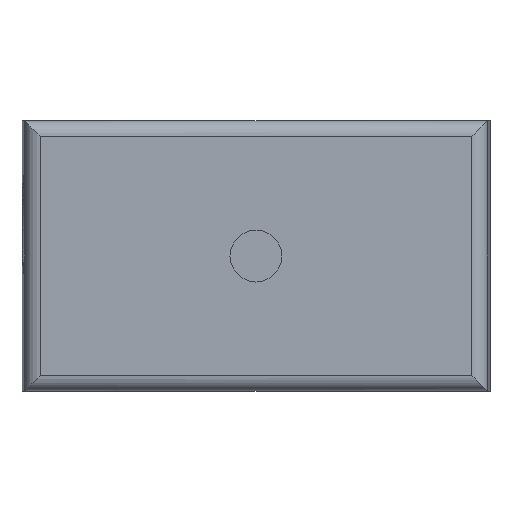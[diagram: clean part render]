
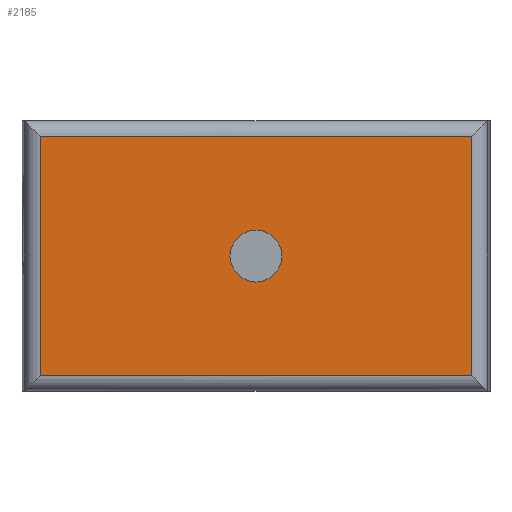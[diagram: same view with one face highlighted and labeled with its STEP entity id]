
A CAD part, left-side view. The second image highlights one B-rep face of the part: STEP entity #2185.
In plain terms, the highlighted planar face has unit normal (-1, 0, 0).
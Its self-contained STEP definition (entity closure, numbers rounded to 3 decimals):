
#62=PLANE('',#2370);
#142=CIRCLE('',#2371,2.5);
#341=ORIENTED_EDGE('',*,*,#944,.F.);
#342=ORIENTED_EDGE('',*,*,#945,.F.);
#343=ORIENTED_EDGE('',*,*,#946,.F.);
#344=ORIENTED_EDGE('',*,*,#947,.T.);
#345=ORIENTED_EDGE('',*,*,#948,.T.);
#944=EDGE_CURVE('',#1240,#1240,#142,.F.);
#945=EDGE_CURVE('',#1241,#1242,#1434,.T.);
#946=EDGE_CURVE('',#1243,#1241,#1435,.T.);
#947=EDGE_CURVE('',#1243,#1244,#1436,.T.);
#948=EDGE_CURVE('',#1244,#1242,#1437,.T.);
#1240=VERTEX_POINT('',#3605);
#1241=VERTEX_POINT('',#3607);
#1242=VERTEX_POINT('',#3608);
#1243=VERTEX_POINT('',#3610);
#1244=VERTEX_POINT('',#3612);
#1434=LINE('',#3606,#1582);
#1435=LINE('',#3609,#1583);
#1436=LINE('',#3611,#1584);
#1437=LINE('',#3613,#1585);
#1582=VECTOR('',#2750,1000.);
#1583=VECTOR('',#2751,1000.);
#1584=VECTOR('',#2752,1000.);
#1585=VECTOR('',#2753,1000.);
#1709=EDGE_LOOP('',(#341));
#1710=EDGE_LOOP('',(#342,#343,#344,#345));
#1913=FACE_BOUND('',#1709,.T.);
#1914=FACE_BOUND('',#1710,.T.);
#2185=ADVANCED_FACE('',(#1913,#1914),#62,.F.);
#2370=AXIS2_PLACEMENT_3D('',#3603,#2746,#2747);
#2371=AXIS2_PLACEMENT_3D('',#3604,#2748,#2749);
#2746=DIRECTION('',(1.,0.,0.));
#2747=DIRECTION('',(0.,0.,-1.));
#2748=DIRECTION('',(1.,0.,0.));
#2749=DIRECTION('',(0.,0.,-1.));
#2750=DIRECTION('',(0.,0.,-1.));
#2751=DIRECTION('',(0.,-1.,0.));
#2752=DIRECTION('',(0.,0.,-1.));
#2753=DIRECTION('',(0.,-1.,0.));
#3603=CARTESIAN_POINT('',(-60.,43.247,13.));
#3604=CARTESIAN_POINT('',(-60.,22.5,0.));
#3605=CARTESIAN_POINT('',(-60.,22.5,-2.5));
#3606=CARTESIAN_POINT('',(-60.,1.753,13.));
#3607=CARTESIAN_POINT('',(-60.,1.753,11.5));
#3608=CARTESIAN_POINT('',(-60.,1.753,-11.5));
#3609=CARTESIAN_POINT('',(-60.,45.,11.5));
#3610=CARTESIAN_POINT('',(-60.,43.247,11.5));
#3611=CARTESIAN_POINT('',(-60.,43.247,13.));
#3612=CARTESIAN_POINT('',(-60.,43.247,-11.5));
#3613=CARTESIAN_POINT('',(-60.,45.,-11.5));
